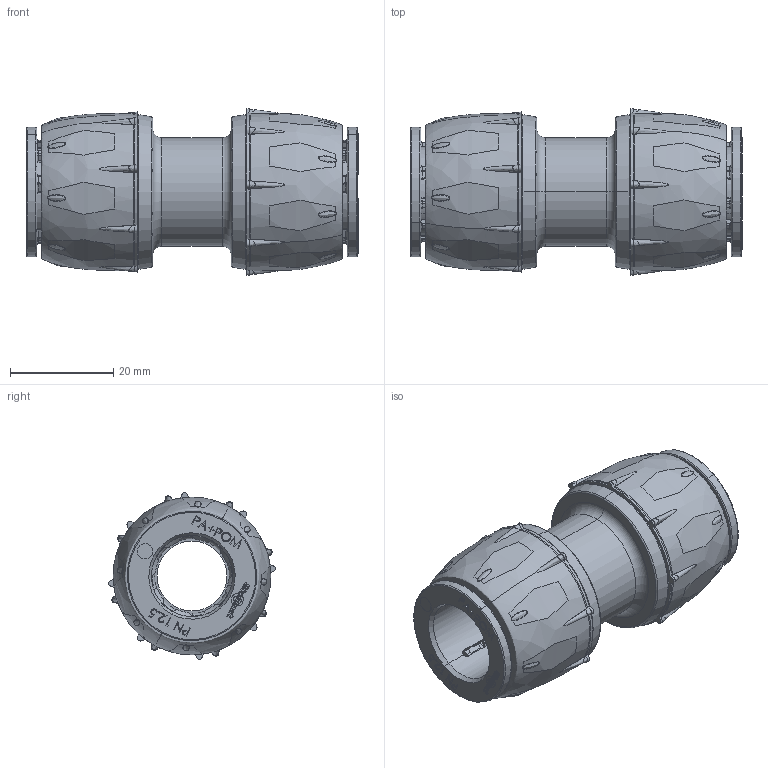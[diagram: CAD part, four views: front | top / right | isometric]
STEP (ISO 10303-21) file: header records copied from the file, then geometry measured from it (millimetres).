
FILE_DESCRIPTION (( 'STEP AP214' ), '1' );
FILE_NAME ('R210.015.015_214.STEP', '2019-10-24T13:05:20', ( '' ), ( '' ), 'SwSTEP 2.0', 'SolidWorks 2018', '' );
FILE_SCHEMA (( 'AUTOMOTIVE_DESIGN' ));
Length unit declared in the file: millimetre
Products named in the file (7): R209.015.002; R210.015.015_214; R209.015.001; R216.015.000; R209.015.003; OR_14.5x3; R210.015.015-L
Assembly tree (11 placements, depth 2):
  R210.015.015_214
    R210.015.015-L
    OR_14.5x3  x2
    R209.015.001  x2
    R209.015.002  x2
    R216.015.000  x2
    R209.015.003  x2
Bounding box: 64.2 x 32.25 x 32.25 mm (x, y, z)
Volume: 21413.5 mm3; surface area: 24772.8 mm2
Topology: 11 solids, 11 shells, 1844 faces, 4992 edges, 3222 vertices
Faces by surface type: bspline 730, plane 520, cylinder 284, torus 176, cone 118, sphere 16
Entity records: 53239 total; most frequent: CARTESIAN_POINT 32616, ORIENTED_EDGE 5048, DIRECTION 2975, EDGE_CURVE 2524, VERTEX_POINT 1643, B_SPLINE_CURVE_WITH_KNOTS 1232, AXIS2_PLACEMENT_3D 1105, EDGE_LOOP 1015
